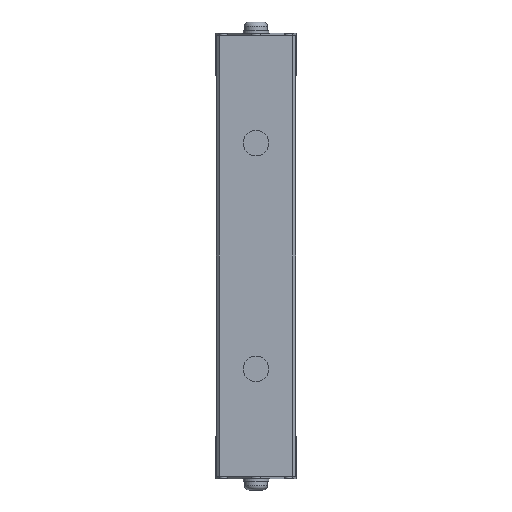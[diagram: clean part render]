
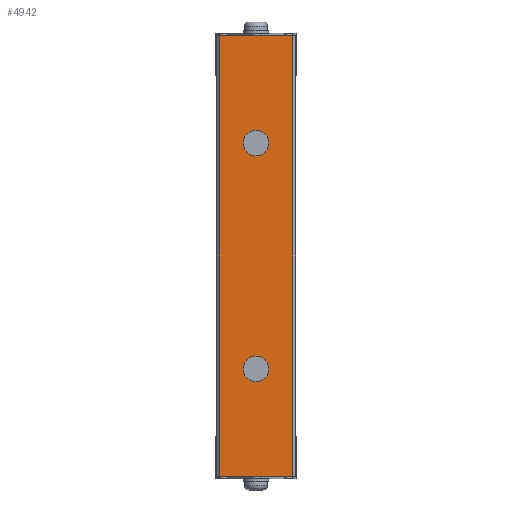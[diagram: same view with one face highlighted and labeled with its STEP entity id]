
A CAD part, front view. The second image highlights one B-rep face of the part: STEP entity #4942.
In plain terms, the highlighted planar face has unit normal (0, -1, 0).
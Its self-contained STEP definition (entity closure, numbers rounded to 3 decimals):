
#169 = VERTEX_POINT ( 'NONE', #463 ) ;
#174 = VERTEX_POINT ( 'NONE', #468 ) ;
#184 = VERTEX_POINT ( 'NONE', #478 ) ;
#207 = VERTEX_POINT ( 'NONE', #501 ) ;
#282 = VERTEX_POINT ( 'NONE', #576 ) ;
#290 = VERTEX_POINT ( 'NONE', #584 ) ;
#366 = VERTEX_POINT ( 'NONE', #660 ) ;
#379 = VERTEX_POINT ( 'NONE', #673 ) ;
#463 = CARTESIAN_POINT ( 'NONE',  ( -13., 0., 0. ) ) ;
#468 = CARTESIAN_POINT ( 'NONE',  ( 13., 0., -156. ) ) ;
#478 = CARTESIAN_POINT ( 'NONE',  ( -13., 0., -156. ) ) ;
#501 = CARTESIAN_POINT ( 'NONE',  ( 13., 0., 0. ) ) ;
#576 = CARTESIAN_POINT ( 'NONE',  ( 0., 0., -33.5 ) ) ;
#584 = CARTESIAN_POINT ( 'NONE',  ( 0., 0., -113.5 ) ) ;
#660 = CARTESIAN_POINT ( 'NONE',  ( 0., 0., -122.5 ) ) ;
#673 = CARTESIAN_POINT ( 'NONE',  ( 0., 0., -42.5 ) ) ;
#714 = CARTESIAN_POINT ( 'NONE',  ( 13., 0., -156. ) ) ;
#723 = DIRECTION ( 'NONE',  ( 1., 0., 0. ) ) ;
#890 = CARTESIAN_POINT ( 'NONE',  ( 13., 0., 0. ) ) ;
#891 = DIRECTION ( 'NONE',  ( 1., 0., 0. ) ) ;
#930 = CARTESIAN_POINT ( 'NONE',  ( 13., 0., -156. ) ) ;
#939 = CARTESIAN_POINT ( 'NONE',  ( 0., 0., -118. ) ) ;
#941 = CARTESIAN_POINT ( 'NONE',  ( 0., 0., -38. ) ) ;
#942 = DIRECTION ( 'NONE',  ( 0., 1., 0. ) ) ;
#943 = DIRECTION ( 'NONE',  ( 0., 0., 1. ) ) ;
#945 = DIRECTION ( 'NONE',  ( 0., 0., 1. ) ) ;
#946 = CARTESIAN_POINT ( 'NONE',  ( -13., 0., -156. ) ) ;
#955 = DIRECTION ( 'NONE',  ( 0., 1., 0. ) ) ;
#956 = DIRECTION ( 'NONE',  ( 0., 0., 1. ) ) ;
#958 = DIRECTION ( 'NONE',  ( 0., 0., 1. ) ) ;
#1185 = EDGE_CURVE ( 'NONE', #184, #174, #1993, .T. ) ;
#1250 = EDGE_CURVE ( 'NONE', #169, #207, #2089, .T. ) ;
#1270 = EDGE_CURVE ( 'NONE', #290, #366, #2120, .T. ) ;
#1271 = EDGE_CURVE ( 'NONE', #174, #207, #2119, .T. ) ;
#1276 = EDGE_CURVE ( 'NONE', #282, #379, #2130, .T. ) ;
#1277 = EDGE_CURVE ( 'NONE', #184, #169, #2129, .T. ) ;
#1406 = EDGE_CURVE ( 'NONE', #379, #282, #2355, .T. ) ;
#1411 = EDGE_CURVE ( 'NONE', #366, #290, #2360, .T. ) ;
#1640 = AXIS2_PLACEMENT_3D ( 'NONE', #939, #942, #943 ) ;
#1642 = AXIS2_PLACEMENT_3D ( 'NONE', #941, #955, #956 ) ;
#1672 = AXIS2_PLACEMENT_3D ( 'NONE', #2970, #2972, #2973 ) ;
#1676 = AXIS2_PLACEMENT_3D ( 'NONE', #2976, #2985, #2986 ) ;
#1792 = AXIS2_PLACEMENT_3D ( 'NONE', #3478, #3479, #3480 ) ;
#1993 = LINE ( 'NONE', #714, #1995 ) ;
#1995 = VECTOR ( 'NONE', #723, 1000. ) ;
#2089 = LINE ( 'NONE', #890, #2090 ) ;
#2090 = VECTOR ( 'NONE', #891, 1000. ) ;
#2109 = VECTOR ( 'NONE', #945, 1000. ) ;
#2113 = VECTOR ( 'NONE', #958, 1000. ) ;
#2119 = LINE ( 'NONE', #930, #2109 ) ;
#2120 = CIRCLE ( 'NONE', #1640, 4.5 ) ;
#2129 = LINE ( 'NONE', #946, #2113 ) ;
#2130 = CIRCLE ( 'NONE', #1642, 4.5 ) ;
#2355 = CIRCLE ( 'NONE', #1672, 4.5 ) ;
#2360 = CIRCLE ( 'NONE', #1676, 4.5 ) ;
#2636 = FACE_OUTER_BOUND ( 'NONE', #4104, .T. ) ;
#2642 = FACE_BOUND ( 'NONE', #4038, .T. ) ;
#2644 = FACE_BOUND ( 'NONE', #4106, .T. ) ;
#2970 = CARTESIAN_POINT ( 'NONE',  ( 0., 0., -38. ) ) ;
#2972 = DIRECTION ( 'NONE',  ( 0., 1., 0. ) ) ;
#2973 = DIRECTION ( 'NONE',  ( 0., 0., 1. ) ) ;
#2976 = CARTESIAN_POINT ( 'NONE',  ( 0., 0., -118. ) ) ;
#2985 = DIRECTION ( 'NONE',  ( 0., 1., 0. ) ) ;
#2986 = DIRECTION ( 'NONE',  ( 0., 0., 1. ) ) ;
#3477 = PLANE ( 'NONE',  #1792 ) ;
#3478 = CARTESIAN_POINT ( 'NONE',  ( 13., 0., -156. ) ) ;
#3479 = DIRECTION ( 'NONE',  ( 0., -1., 0. ) ) ;
#3480 = DIRECTION ( 'NONE',  ( 1., 0., 0. ) ) ;
#4038 = EDGE_LOOP ( 'NONE', ( #4771, #4772 ) ) ;
#4104 = EDGE_LOOP ( 'NONE', ( #4773, #4774, #4775, #4776 ) ) ;
#4106 = EDGE_LOOP ( 'NONE', ( #4777, #4778 ) ) ;
#4771 = ORIENTED_EDGE ( 'NONE', *, *, #1276, .T. ) ;
#4772 = ORIENTED_EDGE ( 'NONE', *, *, #1406, .T. ) ;
#4773 = ORIENTED_EDGE ( 'NONE', *, *, #1250, .F. ) ;
#4774 = ORIENTED_EDGE ( 'NONE', *, *, #1277, .F. ) ;
#4775 = ORIENTED_EDGE ( 'NONE', *, *, #1185, .T. ) ;
#4776 = ORIENTED_EDGE ( 'NONE', *, *, #1271, .T. ) ;
#4777 = ORIENTED_EDGE ( 'NONE', *, *, #1270, .T. ) ;
#4778 = ORIENTED_EDGE ( 'NONE', *, *, #1411, .T. ) ;
#4942 = ADVANCED_FACE ( 'NONE', ( #2642, #2636, #2644 ), #3477, .T. ) ;
